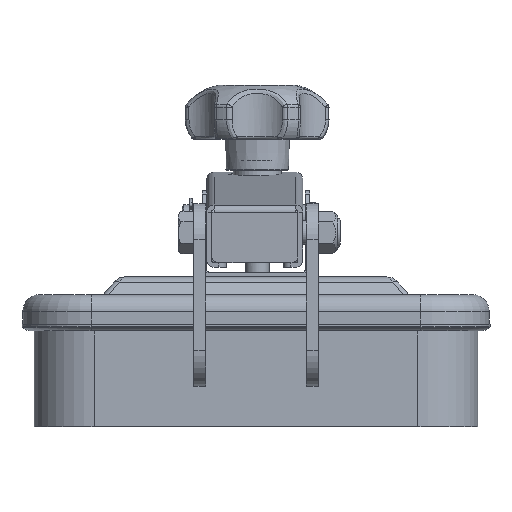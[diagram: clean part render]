
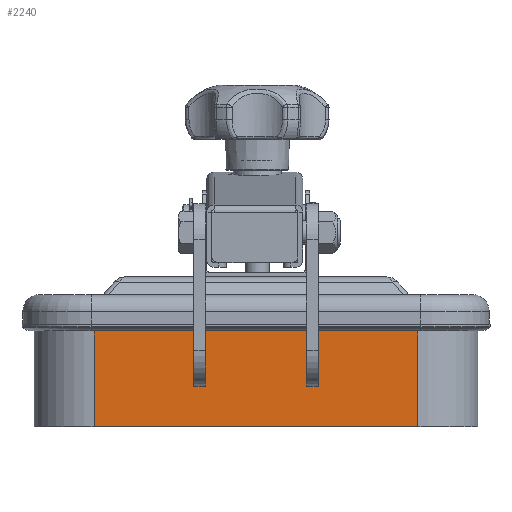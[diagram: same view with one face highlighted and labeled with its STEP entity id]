
A CAD part, left-side view. The second image highlights one B-rep face of the part: STEP entity #2240.
In plain terms, the highlighted planar face has unit normal (-1, 0, 0).
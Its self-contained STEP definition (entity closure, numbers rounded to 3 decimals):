
#2240 = ADVANCED_FACE( '', ( #4346 ), #4347, .T. );
#4346 = FACE_OUTER_BOUND( '', #12002, .T. );
#4347 = PLANE( '', #12003 );
#12002 = EDGE_LOOP( '', ( #17020, #17021, #17022, #17023 ) );
#12003 = AXIS2_PLACEMENT_3D( '', #17024, #17025, #17026 );
#17020 = ORIENTED_EDGE( '', *, *, #19031, .T. );
#17021 = ORIENTED_EDGE( '', *, *, #18077, .F. );
#17022 = ORIENTED_EDGE( '', *, *, #19087, .F. );
#17023 = ORIENTED_EDGE( '', *, *, #18121, .T. );
#17024 = CARTESIAN_POINT( '', ( -117.503, -67.5, 40. ) );
#17025 = DIRECTION( '', ( -1., 0., 0. ) );
#17026 = DIRECTION( '', ( 0., 0., 1. ) );
#18077 = EDGE_CURVE( '', #20667, #20662, #20669, .F. );
#18121 = EDGE_CURVE( '', #20734, #20732, #20735, .F. );
#19031 = EDGE_CURVE( '', #20732, #20662, #21884, .T. );
#19087 = EDGE_CURVE( '', #20734, #20667, #21946, .T. );
#20662 = VERTEX_POINT( '', #25720 );
#20667 = VERTEX_POINT( '', #25726 );
#20669 = LINE( '', #25728, #25729 );
#20732 = VERTEX_POINT( '', #25872 );
#20734 = VERTEX_POINT( '', #25874 );
#20735 = LINE( '', #25875, #25876 );
#21884 = LINE( '', #28486, #28487 );
#21946 = LINE( '', #28581, #28582 );
#25720 = CARTESIAN_POINT( '', ( -117.503, 67.5, 40. ) );
#25726 = CARTESIAN_POINT( '', ( -117.503, 67.5, 0. ) );
#25728 = CARTESIAN_POINT( '', ( -117.503, 67.5, 40. ) );
#25729 = VECTOR( '', #30035, 1000. );
#25872 = CARTESIAN_POINT( '', ( -117.503, -67.5, 40. ) );
#25874 = CARTESIAN_POINT( '', ( -117.503, -67.5, 0. ) );
#25875 = CARTESIAN_POINT( '', ( -117.503, -67.5, 40. ) );
#25876 = VECTOR( '', #30089, 1000. );
#28486 = CARTESIAN_POINT( '', ( -117.503, -67.5, 40. ) );
#28487 = VECTOR( '', #31137, 1000. );
#28581 = CARTESIAN_POINT( '', ( -117.503, -67.5, 0. ) );
#28582 = VECTOR( '', #31174, 1000. );
#30035 = DIRECTION( '', ( 0., 0., -1. ) );
#30089 = DIRECTION( '', ( 0., 0., -1. ) );
#31137 = DIRECTION( '', ( 0., 1., 0. ) );
#31174 = DIRECTION( '', ( 0., 1., 0. ) );
